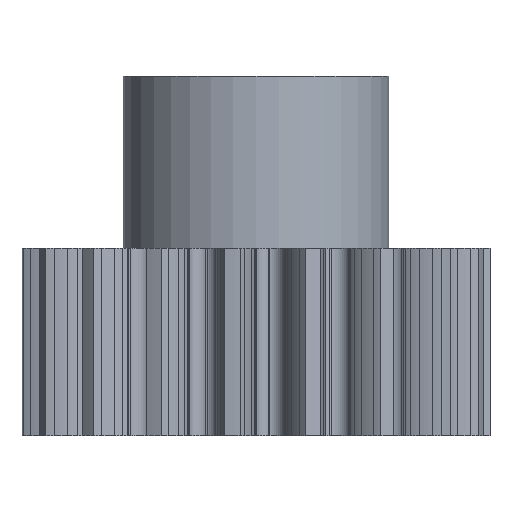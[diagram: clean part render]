
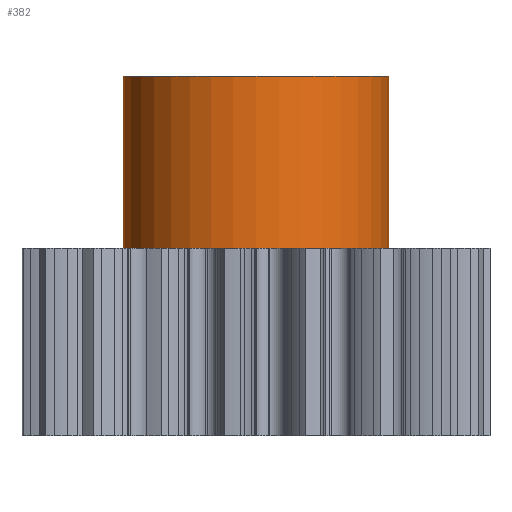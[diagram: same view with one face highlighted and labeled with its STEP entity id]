
A CAD part, front view. The second image highlights one B-rep face of the part: STEP entity #382.
In plain terms, the highlighted cylindrical face has radius 8.5 mm (diameter 17 mm), a partial arc.
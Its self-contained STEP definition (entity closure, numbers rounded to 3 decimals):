
#382=ADVANCED_FACE('',(#1043),#1044,.T.);
#1043=FACE_OUTER_BOUND('',#1988,.T.);
#1044=CYLINDRICAL_SURFACE('',#1989,8.5);
#1988=EDGE_LOOP('',(#2979,#2980,#2981,#2982));
#1989=AXIS2_PLACEMENT_3D('',#2983,#2984,#2985);
#2979=ORIENTED_EDGE('',*,*,#5948,.T.);
#2980=ORIENTED_EDGE('',*,*,#5974,.F.);
#2981=ORIENTED_EDGE('',*,*,#5950,.T.);
#2982=ORIENTED_EDGE('',*,*,#5979,.F.);
#2983=CARTESIAN_POINT('',(0.0,0.0,11.5));
#2984=DIRECTION('',(0.0,0.0,1.0));
#2985=DIRECTION('',(1.0,0.0,0.0));
#5948=EDGE_CURVE('',#7175,#7176,#7177,.T.);
#5950=EDGE_CURVE('',#7180,#7178,#7181,.T.);
#5974=EDGE_CURVE('',#7180,#7176,#7217,.T.);
#5979=EDGE_CURVE('',#7175,#7178,#7222,.T.);
#7175=VERTEX_POINT('',#9000);
#7176=VERTEX_POINT('',#9001);
#7177=LINE('',#9002,#9003);
#7178=VERTEX_POINT('',#9004);
#7180=VERTEX_POINT('',#9006);
#7181=LINE('',#9007,#9008);
#7217=CIRCLE('',#9056,8.5);
#7222=CIRCLE('',#9061,8.5);
#9000=CARTESIAN_POINT('',(8.5,0.,11.25));
#9001=CARTESIAN_POINT('',(8.5,0.0,23.0));
#9002=CARTESIAN_POINT('',(8.5,0.,11.5));
#9003=VECTOR('',#11189,1.0);
#9004=CARTESIAN_POINT('',(-8.5,0.,11.25));
#9006=CARTESIAN_POINT('',(-8.5,0.,23.0));
#9007=CARTESIAN_POINT('',(-8.5,0.,11.5));
#9008=VECTOR('',#11193,1.0);
#9056=AXIS2_PLACEMENT_3D('',#11221,#11222,#11223);
#9061=AXIS2_PLACEMENT_3D('',#11230,#11231,#11232);
#11189=DIRECTION('',(0.0,0.0,1.0));
#11193=DIRECTION('',(-0.0,-0.0,-1.0));
#11221=CARTESIAN_POINT('',(0.0,0.0,23.0));
#11222=DIRECTION('',(0.0,0.0,1.0));
#11223=DIRECTION('',(1.0,0.0,0.0));
#11230=CARTESIAN_POINT('',(0.0,0.0,11.25));
#11231=DIRECTION('',(0.0,0.0,-1.0));
#11232=DIRECTION('',(1.0,0.0,0.0));
